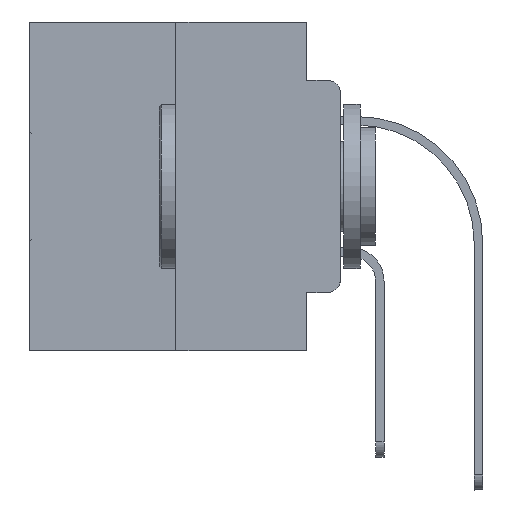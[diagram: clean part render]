
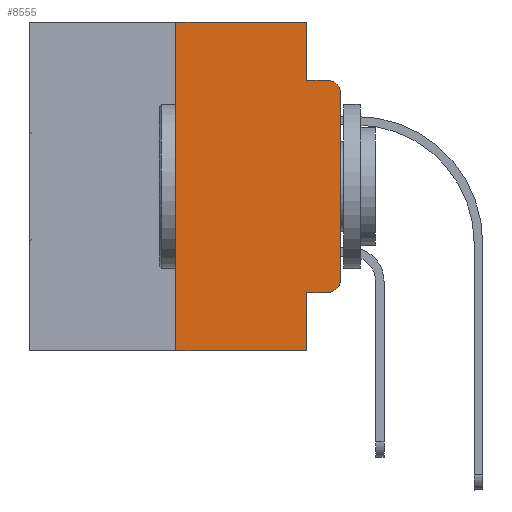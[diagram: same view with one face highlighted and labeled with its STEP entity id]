
A CAD part, left-side view. The second image highlights one B-rep face of the part: STEP entity #8555.
In plain terms, the highlighted planar face has unit normal (-1, 0, 0).
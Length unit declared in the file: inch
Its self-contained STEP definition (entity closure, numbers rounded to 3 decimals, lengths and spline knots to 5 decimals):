
#119 = ORIENTED_EDGE ( 'NONE', *, *, #11435, .T. ) ;
#275 = CARTESIAN_POINT ( 'NONE',  ( 0., 0.051, 0. ) ) ;
#584 = DIRECTION ( 'NONE',  ( 0., 0., -1. ) ) ;
#899 = ORIENTED_EDGE ( 'NONE', *, *, #30215, .F. ) ;
#1486 = FACE_OUTER_BOUND ( 'NONE', #16252, .T. ) ;
#2043 = CARTESIAN_POINT ( 'NONE',  ( 0., 0.051, 0. ) ) ;
#2703 = EDGE_CURVE ( 'NONE', #17018, #14508, #14292, .T. ) ;
#3177 = CARTESIAN_POINT ( 'NONE',  ( 0., 0.051, -0.4115 ) ) ;
#3277 = DIRECTION ( 'NONE',  ( 0., 0., -1. ) ) ;
#4224 = VECTOR ( 'NONE', #28790, 39.37008 ) ;
#4403 = EDGE_CURVE ( 'NONE', #25482, #17846, #8902, .T. ) ;
#4753 = EDGE_CURVE ( 'NONE', #13998, #25482, #25459, .T. ) ;
#4859 = ORIENTED_EDGE ( 'NONE', *, *, #28668, .F. ) ;
#5005 = CARTESIAN_POINT ( 'NONE',  ( 0., 0.25, 0. ) ) ;
#5208 = CARTESIAN_POINT ( 'NONE',  ( 0., 0.02, -0.3915 ) ) ;
#5613 = DIRECTION ( 'NONE',  ( 0., 0., -1. ) ) ;
#6479 = DIRECTION ( 'NONE',  ( 0., 0., 1. ) ) ;
#7296 = LINE ( 'NONE', #275, #24308 ) ;
#7700 = CARTESIAN_POINT ( 'NONE',  ( 0., 0., 0. ) ) ;
#7748 = CARTESIAN_POINT ( 'NONE',  ( 0., 0.02, -0.4115 ) ) ;
#7842 = VERTEX_POINT ( 'NONE', #2043 ) ;
#8008 = DIRECTION ( 'NONE',  ( 0., 0., 1. ) ) ;
#8391 = EDGE_CURVE ( 'NONE', #16747, #17519, #20741, .T. ) ;
#8555 = ADVANCED_FACE ( 'NONE', ( #1486 ), #14178, .F. ) ;
#8902 = CIRCLE ( 'NONE', #23991, 0.02 ) ;
#9130 = VERTEX_POINT ( 'NONE', #7748 ) ;
#10194 = CIRCLE ( 'NONE', #20589, 0.02 ) ;
#11435 = EDGE_CURVE ( 'NONE', #16747, #9130, #27982, .T. ) ;
#11480 = ORIENTED_EDGE ( 'NONE', *, *, #15032, .T. ) ;
#11575 = CARTESIAN_POINT ( 'NONE',  ( 0., 0.473, 0. ) ) ;
#12359 = LINE ( 'NONE', #17578, #19089 ) ;
#13748 = VECTOR ( 'NONE', #27812, 39.37008 ) ;
#13818 = VERTEX_POINT ( 'NONE', #21200 ) ;
#13921 = ORIENTED_EDGE ( 'NONE', *, *, #29615, .T. ) ;
#13998 = VERTEX_POINT ( 'NONE', #23804 ) ;
#14178 = PLANE ( 'NONE',  #28943 ) ;
#14292 = LINE ( 'NONE', #26678, #14397 ) ;
#14397 = VECTOR ( 'NONE', #6479, 39.37008 ) ;
#14508 = VERTEX_POINT ( 'NONE', #5005 ) ;
#14790 = DIRECTION ( 'NONE',  ( 0., -1., 0. ) ) ;
#14976 = CARTESIAN_POINT ( 'NONE',  ( 0., 0., -0.1085 ) ) ;
#15032 = EDGE_CURVE ( 'NONE', #17018, #17519, #24518, .T. ) ;
#15390 = CARTESIAN_POINT ( 'NONE',  ( 0., 0.02, -0.1085 ) ) ;
#15833 = CARTESIAN_POINT ( 'NONE',  ( 0., 0.051, 0. ) ) ;
#16070 = LINE ( 'NONE', #18539, #4224 ) ;
#16252 = EDGE_LOOP ( 'NONE', ( #19696, #23193, #4859, #23938, #899, #28291, #11480, #24870, #119, #13921 ) ) ;
#16747 = VERTEX_POINT ( 'NONE', #3177 ) ;
#17018 = VERTEX_POINT ( 'NONE', #32205 ) ;
#17519 = VERTEX_POINT ( 'NONE', #22204 ) ;
#17529 = DIRECTION ( 'NONE',  ( 0., -1., 0. ) ) ;
#17578 = CARTESIAN_POINT ( 'NONE',  ( 0., 0.051, -0.0885 ) ) ;
#17846 = VERTEX_POINT ( 'NONE', #22592 ) ;
#18539 = CARTESIAN_POINT ( 'NONE',  ( 0., 0.473, 0. ) ) ;
#18762 = DIRECTION ( 'NONE',  ( 0., 0., -1. ) ) ;
#19089 = VECTOR ( 'NONE', #14790, 39.37008 ) ;
#19696 = ORIENTED_EDGE ( 'NONE', *, *, #4753, .T. ) ;
#20589 = AXIS2_PLACEMENT_3D ( 'NONE', #5208, #24793, #22473 ) ;
#20741 = LINE ( 'NONE', #15833, #32098 ) ;
#21200 = CARTESIAN_POINT ( 'NONE',  ( 0., 0.051, -0.0885 ) ) ;
#22204 = CARTESIAN_POINT ( 'NONE',  ( 0., 0.051, -0.5 ) ) ;
#22473 = DIRECTION ( 'NONE',  ( 0., 0., -1. ) ) ;
#22592 = CARTESIAN_POINT ( 'NONE',  ( 0., 0.02, -0.0885 ) ) ;
#22973 = EDGE_CURVE ( 'NONE', #7842, #13818, #7296, .T. ) ;
#23193 = ORIENTED_EDGE ( 'NONE', *, *, #4403, .T. ) ;
#23804 = CARTESIAN_POINT ( 'NONE',  ( 0., 0., -0.3915 ) ) ;
#23938 = ORIENTED_EDGE ( 'NONE', *, *, #22973, .F. ) ;
#23991 = AXIS2_PLACEMENT_3D ( 'NONE', #15390, #27961, #5613 ) ;
#24308 = VECTOR ( 'NONE', #584, 39.37008 ) ;
#24518 = LINE ( 'NONE', #27468, #25932 ) ;
#24793 = DIRECTION ( 'NONE',  ( -1., 0., 0. ) ) ;
#24870 = ORIENTED_EDGE ( 'NONE', *, *, #8391, .F. ) ;
#25459 = LINE ( 'NONE', #7700, #29021 ) ;
#25482 = VERTEX_POINT ( 'NONE', #14976 ) ;
#25932 = VECTOR ( 'NONE', #17529, 39.37008 ) ;
#26678 = CARTESIAN_POINT ( 'NONE',  ( 0., 0.25, 0. ) ) ;
#27468 = CARTESIAN_POINT ( 'NONE',  ( 0., 0.473, -0.5 ) ) ;
#27812 = DIRECTION ( 'NONE',  ( 0., -1., 0. ) ) ;
#27961 = DIRECTION ( 'NONE',  ( -1., 0., 0. ) ) ;
#27982 = LINE ( 'NONE', #30421, #13748 ) ;
#28291 = ORIENTED_EDGE ( 'NONE', *, *, #2703, .F. ) ;
#28668 = EDGE_CURVE ( 'NONE', #13818, #17846, #12359, .T. ) ;
#28790 = DIRECTION ( 'NONE',  ( 0., -1., 0. ) ) ;
#28879 = DIRECTION ( 'NONE',  ( 1., 0., 0. ) ) ;
#28943 = AXIS2_PLACEMENT_3D ( 'NONE', #11575, #28879, #18762 ) ;
#29021 = VECTOR ( 'NONE', #8008, 39.37008 ) ;
#29615 = EDGE_CURVE ( 'NONE', #9130, #13998, #10194, .T. ) ;
#30215 = EDGE_CURVE ( 'NONE', #14508, #7842, #16070, .T. ) ;
#30421 = CARTESIAN_POINT ( 'NONE',  ( 0., 0.051, -0.4115 ) ) ;
#32098 = VECTOR ( 'NONE', #3277, 39.37008 ) ;
#32205 = CARTESIAN_POINT ( 'NONE',  ( 0., 0.25, -0.5 ) ) ;
